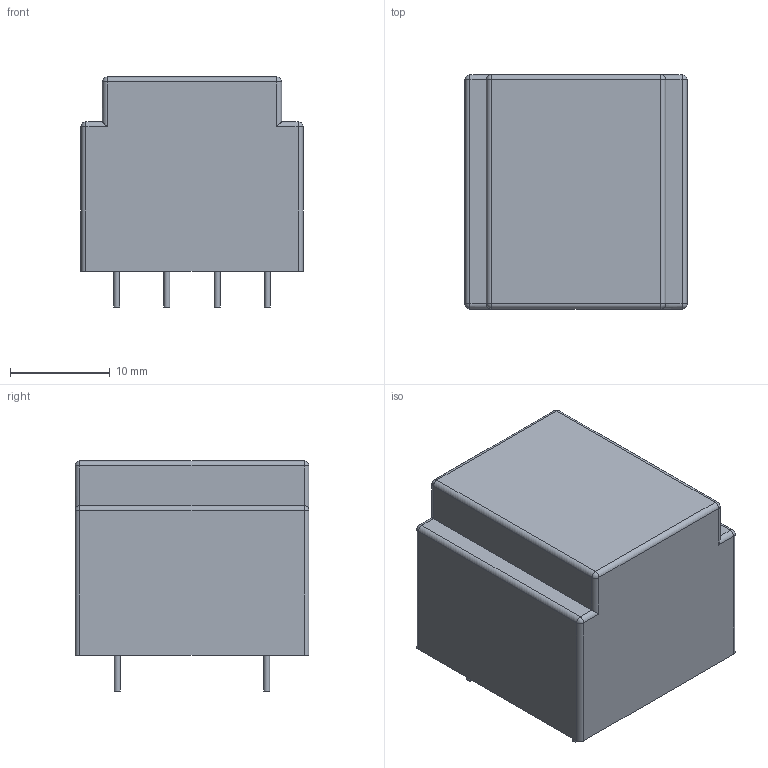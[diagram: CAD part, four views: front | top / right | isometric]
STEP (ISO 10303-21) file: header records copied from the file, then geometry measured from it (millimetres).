
FILE_DESCRIPTION(/* description */ (''),/* implementation_level */ '2;1');
FILE_NAME(/* name */ 'XFMR_ERA_EE20.stp',/* time_stamp */ '2017-09-06T10:30:28+02:00',/* author */ ('riccim'),/* organization */ ('SolidWorks'),/* preprocessor_version */ 'ST-DEVELOPER v16.5',/* originating_system */ 'AutoCAD Mechanical',/* authorisation */ ' ');
FILE_SCHEMA (('AUTOMOTIVE_DESIGN { 1 0 10303 214 3 1 1 }'));
Length unit declared in the file: millimetre
Products named in the file (1): Product
Bounding box: 22.3 x 23.5 x 23.1 mm (x, y, z)
Volume: 9758.9 mm3; surface area: 2792.9 mm2
Topology: 7 solids, 7 shells, 54 faces, 92 edges, 52 vertices
Faces by surface type: cylinder 24, plane 22, sphere 8
Full cylindrical faces by diameter (mm): 0.6 x6
Entity records: 1259 total; most frequent: DIRECTION 240, CARTESIAN_POINT 193, ORIENTED_EDGE 172, AXIS2_PLACEMENT_3D 99, EDGE_CURVE 86, EDGE_LOOP 60, FACE_OUTER_BOUND 54, ADVANCED_FACE 54
